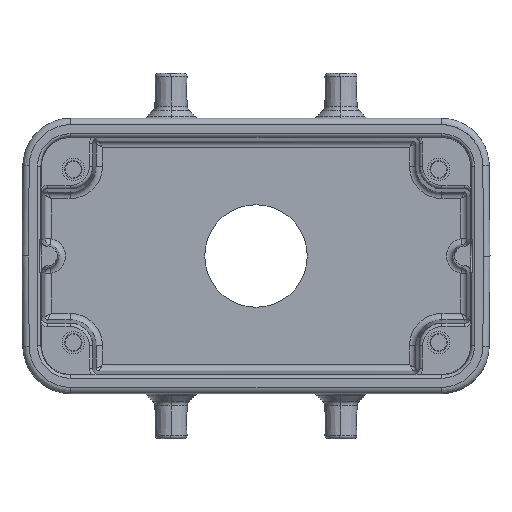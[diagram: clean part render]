
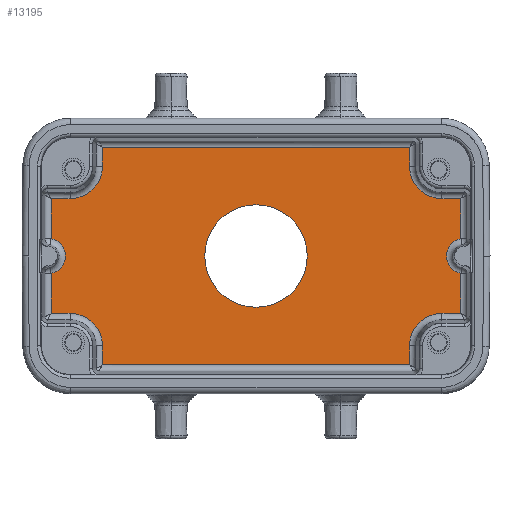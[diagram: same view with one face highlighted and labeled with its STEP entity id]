
A CAD part, front view. The second image highlights one B-rep face of the part: STEP entity #13195.
In plain terms, the highlighted planar face has unit normal (0, -1, 0).
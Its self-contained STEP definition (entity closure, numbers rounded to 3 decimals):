
#2894=CARTESIAN_POINT('',(29.,19.35,-14.));
#2895=DIRECTION('',(0.,1.,0.));
#2896=DIRECTION('',(-1.,0.,0.));
#2897=AXIS2_PLACEMENT_3D('',#2894,#2895,#2896);
#2899=CARTESIAN_POINT('',(-29.,19.35,
-14.));
#2900=DIRECTION('',(0.,1.,0.));
#2901=DIRECTION('',(0.,0.,1.));
#2902=AXIS2_PLACEMENT_3D('',#2899,#2900,#2901);
#2904=CARTESIAN_POINT('',(-32.5,19.35,
0.));
#2905=DIRECTION('',(0.,1.,0.));
#2906=DIRECTION('',(0.2,0.,0.98));
#2907=AXIS2_PLACEMENT_3D('',#2904,#2905,#2906);
#2909=CARTESIAN_POINT('',(-29.,19.35,14.));
#2910=DIRECTION('',(0.,1.,0.));
#2911=DIRECTION('',(1.,0.,0.));
#2912=AXIS2_PLACEMENT_3D('',#2909,#2910,#2911);
#2914=CARTESIAN_POINT('',(29.,19.35,14.));
#2915=DIRECTION('',(0.,1.,0.));
#2916=DIRECTION('',(0.,0.,-1.));
#2917=AXIS2_PLACEMENT_3D('',#2914,#2915,#2916);
#2919=CARTESIAN_POINT('',(32.5,19.35,
0.));
#2920=DIRECTION('',(0.,1.,0.));
#2921=DIRECTION('',(-0.2,0.,-0.98));
#2922=AXIS2_PLACEMENT_3D('',#2919,#2920,#2921);
#2924=CARTESIAN_POINT('',(0.,19.35,0.));
#2925=DIRECTION('',(0.,1.,0.));
#2926=DIRECTION('',(0.,0.,-1.));
#2927=AXIS2_PLACEMENT_3D('',#2924,#2925,#2926);
#2929=CARTESIAN_POINT('',(0.,19.35,0.));
#2930=DIRECTION('',(0.,1.,0.));
#2931=DIRECTION('',(0.,0.,1.));
#2932=AXIS2_PLACEMENT_3D('',#2929,#2930,#2931);
#2953=DIRECTION('',(-1.,0.,0.));
#2954=VECTOR('',#2953,2.947);
#2955=CARTESIAN_POINT('',(31.947,19.35,-8.947));
#2956=LINE('',#2955,#2954);
#2964=CARTESIAN_POINT('',(31.947,19.35,-8.947));
#2984=DIRECTION('',(0.,0.,-1.));
#2985=VECTOR('',#2984,6.23);
#2986=CARTESIAN_POINT('',(31.947,19.35,-2.717));
#2987=LINE('',#2986,#2985);
#3031=DIRECTION('',(0.,0.,-1.));
#3032=VECTOR('',#3031,6.23);
#3033=CARTESIAN_POINT('',(31.947,19.35,8.947));
#3034=LINE('',#3033,#3032);
#3062=DIRECTION('',(1.,0.,0.));
#3063=VECTOR('',#3062,2.947);
#3064=CARTESIAN_POINT('',(29.,19.35,8.947));
#3065=LINE('',#3064,#3063);
#3089=DIRECTION('',(0.,0.,-1.));
#3090=VECTOR('',#3089,2.947);
#3091=CARTESIAN_POINT('',(23.947,19.35,16.947));
#3092=LINE('',#3091,#3090);
#3120=DIRECTION('',(1.,0.,0.));
#3121=VECTOR('',#3120,47.893);
#3122=CARTESIAN_POINT('',(-23.947,19.35,16.947));
#3123=LINE('',#3122,#3121);
#3147=DIRECTION('',(0.,0.,1.));
#3148=VECTOR('',#3147,2.947);
#3149=CARTESIAN_POINT('',(-23.947,19.35,14.));
#3150=LINE('',#3149,#3148);
#3174=DIRECTION('',(1.,0.,0.));
#3175=VECTOR('',#3174,2.947);
#3176=CARTESIAN_POINT('',(-31.947,19.35,8.947));
#3177=LINE('',#3176,#3175);
#3185=CARTESIAN_POINT('',(-31.947,19.35,8.947));
#3205=DIRECTION('',(0.,0.,1.));
#3206=VECTOR('',#3205,6.23);
#3207=CARTESIAN_POINT('',(-31.947,19.35,2.717));
#3208=LINE('',#3207,#3206);
#3311=DIRECTION('',(0.,0.,1.));
#3312=VECTOR('',#3311,6.23);
#3313=CARTESIAN_POINT('',(-31.947,19.35,
-8.947));
#3314=LINE('',#3313,#3312);
#3333=CARTESIAN_POINT('',(-31.947,19.35,
-8.947));
#3342=DIRECTION('',(-1.,0.,0.));
#3343=VECTOR('',#3342,2.947);
#3344=CARTESIAN_POINT('',(-29.,19.35,
-8.947));
#3345=LINE('',#3344,#3343);
#3369=DIRECTION('',(0.,0.,1.));
#3370=VECTOR('',#3369,2.947);
#3371=CARTESIAN_POINT('',(-23.947,19.35,
-16.947));
#3372=LINE('',#3371,#3370);
#3400=DIRECTION('',(-1.,0.,0.));
#3401=VECTOR('',#3400,47.893);
#3402=CARTESIAN_POINT('',(23.947,19.35,-16.947));
#3403=LINE('',#3402,#3401);
#3427=DIRECTION('',(0.,0.,-1.));
#3428=VECTOR('',#3427,2.947);
#3429=CARTESIAN_POINT('',(23.947,19.35,-14.));
#3430=LINE('',#3429,#3428);
#6936=CARTESIAN_POINT('',(-23.947,19.35,16.947));
#6937=CARTESIAN_POINT('',(23.947,19.35,16.947));
#6938=VERTEX_POINT('',#6936);
#6939=VERTEX_POINT('',#6937);
#6940=CARTESIAN_POINT('',(0.,19.35,8.));
#6941=CARTESIAN_POINT('',(0.,19.35,-8.));
#6942=VERTEX_POINT('',#6940);
#6943=VERTEX_POINT('',#6941);
#6957=VERTEX_POINT('',#3185);
#7012=CARTESIAN_POINT('',(-29.,19.35,8.947));
#7013=VERTEX_POINT('',#7012);
#7107=CARTESIAN_POINT('',(31.947,19.35,2.717));
#7109=VERTEX_POINT('',#7107);
#7121=CARTESIAN_POINT('',(23.947,19.35,-16.947));
#7122=CARTESIAN_POINT('',(-23.947,19.35,
-16.947));
#7123=VERTEX_POINT('',#7121);
#7124=VERTEX_POINT('',#7122);
#7153=CARTESIAN_POINT('',(-31.947,19.35,2.717));
#7154=VERTEX_POINT('',#7153);
#7172=CARTESIAN_POINT('',(-31.947,19.35,
-2.717));
#7173=VERTEX_POINT('',#7172);
#7366=CARTESIAN_POINT('',(-23.947,19.35,14.));
#7367=VERTEX_POINT('',#7366);
#7453=CARTESIAN_POINT('',(-23.947,19.35,
-14.));
#7454=VERTEX_POINT('',#7453);
#7505=VERTEX_POINT('',#2964);
#7518=CARTESIAN_POINT('',(29.,19.35,8.947));
#7519=CARTESIAN_POINT('',(23.947,19.35,14.));
#7520=VERTEX_POINT('',#7518);
#7521=VERTEX_POINT('',#7519);
#7538=CARTESIAN_POINT('',(31.947,19.35,8.947));
#7539=VERTEX_POINT('',#7538);
#7567=CARTESIAN_POINT('',(31.947,19.35,-2.717));
#7568=VERTEX_POINT('',#7567);
#7602=CARTESIAN_POINT('',(-29.,19.35,
-8.947));
#7603=VERTEX_POINT('',#7602);
#7674=VERTEX_POINT('',#3333);
#7822=CARTESIAN_POINT('',(29.,19.35,-8.947));
#7823=VERTEX_POINT('',#7822);
#7983=CARTESIAN_POINT('',(23.947,19.35,-14.));
#7984=VERTEX_POINT('',#7983);
#13144=CARTESIAN_POINT('',(-31.947,19.35,16.947));
#13145=DIRECTION('',(0.,-1.,0.));
#13146=DIRECTION('',(0.,0.,-1.));
#13147=AXIS2_PLACEMENT_3D('',#13144,#13145,#13146);
#13148=PLANE('',#13147);
#13150=ORIENTED_EDGE('',*,*,#13149,.F.);
#13152=ORIENTED_EDGE('',*,*,#13151,.T.);
#13154=ORIENTED_EDGE('',*,*,#13153,.T.);
#13156=ORIENTED_EDGE('',*,*,#13155,.T.);
#13158=ORIENTED_EDGE('',*,*,#13157,.F.);
#13160=ORIENTED_EDGE('',*,*,#13159,.T.);
#13162=ORIENTED_EDGE('',*,*,#13161,.T.);
#13164=ORIENTED_EDGE('',*,*,#13163,.F.);
#13166=ORIENTED_EDGE('',*,*,#13165,.T.);
#13168=ORIENTED_EDGE('',*,*,#13167,.T.);
#13170=ORIENTED_EDGE('',*,*,#13169,.F.);
#13172=ORIENTED_EDGE('',*,*,#13171,.T.);
#13174=ORIENTED_EDGE('',*,*,#13173,.T.);
#13176=ORIENTED_EDGE('',*,*,#13175,.T.);
#13178=ORIENTED_EDGE('',*,*,#13177,.F.);
#13180=ORIENTED_EDGE('',*,*,#13179,.T.);
#13182=ORIENTED_EDGE('',*,*,#13181,.T.);
#13184=ORIENTED_EDGE('',*,*,#13183,.F.);
#13186=ORIENTED_EDGE('',*,*,#13185,.T.);
#13188=ORIENTED_EDGE('',*,*,#13187,.T.);
#13189=EDGE_LOOP('',(#13150,#13152,#13154,#13156,#13158,#13160,#13162,#13164,
#13166,#13168,#13170,#13172,#13174,#13176,#13178,#13180,#13182,#13184,#13186,
#13188));
#13190=FACE_OUTER_BOUND('',#13189,.F.);
#13191=ORIENTED_EDGE('',*,*,#13136,.F.);
#13192=ORIENTED_EDGE('',*,*,#13126,.F.);
#13193=EDGE_LOOP('',(#13191,#13192));
#13194=FACE_BOUND('',#13193,.F.);
#13195=ADVANCED_FACE('',(#13190,#13194),#13148,.T.);
#2898=CIRCLE('',#2897,5.053);
#2903=CIRCLE('',#2902,5.053);
#2908=CIRCLE('',#2907,2.772);
#2913=CIRCLE('',#2912,5.053);
#2918=CIRCLE('',#2917,5.053);
#2923=CIRCLE('',#2922,2.772);
#2928=CIRCLE('',#2927,8.);
#2933=CIRCLE('',#2932,8.);
#13126=EDGE_CURVE('',#6942,#6943,#2933,.T.);
#13136=EDGE_CURVE('',#6943,#6942,#2928,.T.);
#13149=EDGE_CURVE('',#7984,#7823,#2898,.T.);
#13151=EDGE_CURVE('',#7984,#7123,#3430,.T.);
#13153=EDGE_CURVE('',#7123,#7124,#3403,.T.);
#13155=EDGE_CURVE('',#7124,#7454,#3372,.T.);
#13157=EDGE_CURVE('',#7603,#7454,#2903,.T.);
#13159=EDGE_CURVE('',#7603,#7674,#3345,.T.);
#13161=EDGE_CURVE('',#7674,#7173,#3314,.T.);
#13163=EDGE_CURVE('',#7154,#7173,#2908,.T.);
#13165=EDGE_CURVE('',#7154,#6957,#3208,.T.);
#13167=EDGE_CURVE('',#6957,#7013,#3177,.T.);
#13169=EDGE_CURVE('',#7367,#7013,#2913,.T.);
#13171=EDGE_CURVE('',#7367,#6938,#3150,.T.);
#13173=EDGE_CURVE('',#6938,#6939,#3123,.T.);
#13175=EDGE_CURVE('',#6939,#7521,#3092,.T.);
#13177=EDGE_CURVE('',#7520,#7521,#2918,.T.);
#13179=EDGE_CURVE('',#7520,#7539,#3065,.T.);
#13181=EDGE_CURVE('',#7539,#7109,#3034,.T.);
#13183=EDGE_CURVE('',#7568,#7109,#2923,.T.);
#13185=EDGE_CURVE('',#7568,#7505,#2987,.T.);
#13187=EDGE_CURVE('',#7505,#7823,#2956,.T.);
